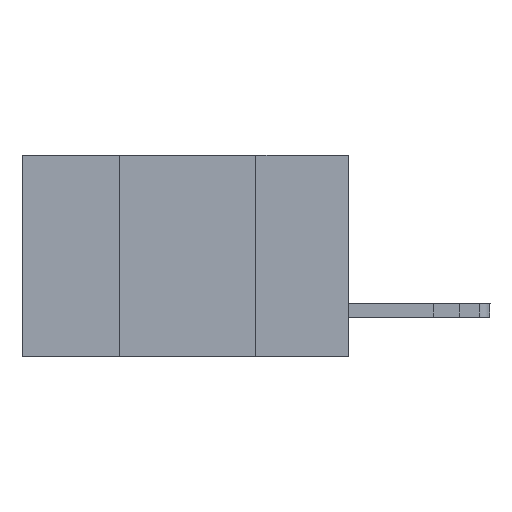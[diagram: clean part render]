
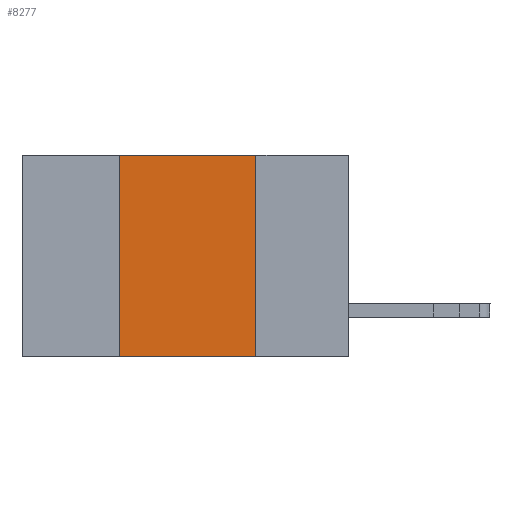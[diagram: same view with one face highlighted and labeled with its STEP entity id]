
A CAD part, left-side view. The second image highlights one B-rep face of the part: STEP entity #8277.
In plain terms, the highlighted planar face has unit normal (-1, 0, 0).
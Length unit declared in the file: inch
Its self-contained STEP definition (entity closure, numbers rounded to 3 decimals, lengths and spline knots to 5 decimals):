
#730 = PLANE ( 'NONE',  #12215 ) ;
#991 = VECTOR ( 'NONE', #15035, 39.37008 ) ;
#1372 = ORIENTED_EDGE ( 'NONE', *, *, #5950, .F. ) ;
#2080 = FACE_OUTER_BOUND ( 'NONE', #6628, .T. ) ;
#3690 = VECTOR ( 'NONE', #4183, 39.37008 ) ;
#3950 = DIRECTION ( 'NONE',  ( 0., -1., 0. ) ) ;
#4183 = DIRECTION ( 'NONE',  ( 0., 0., -1. ) ) ;
#4578 = ORIENTED_EDGE ( 'NONE', *, *, #11439, .F. ) ;
#4607 = VERTEX_POINT ( 'NONE', #4689 ) ;
#4689 = CARTESIAN_POINT ( 'NONE',  ( 0., 0.42, 0. ) ) ;
#4729 = VERTEX_POINT ( 'NONE', #15519 ) ;
#4909 = CARTESIAN_POINT ( 'NONE',  ( 0., 0.42, 0. ) ) ;
#5171 = LINE ( 'NONE', #15209, #991 ) ;
#5232 = ORIENTED_EDGE ( 'NONE', *, *, #15164, .T. ) ;
#5950 = EDGE_CURVE ( 'NONE', #4729, #12568, #8026, .T. ) ;
#6577 = CARTESIAN_POINT ( 'NONE',  ( 0., 0.17, -0.37 ) ) ;
#6628 = EDGE_LOOP ( 'NONE', ( #1372, #11273, #4578, #5232 ) ) ;
#7296 = VECTOR ( 'NONE', #7499, 39.37008 ) ;
#7499 = DIRECTION ( 'NONE',  ( 0., 0., 1. ) ) ;
#8026 = LINE ( 'NONE', #12794, #3690 ) ;
#8277 = ADVANCED_FACE ( 'NONE', ( #2080 ), #730, .F. ) ;
#9754 = CARTESIAN_POINT ( 'NONE',  ( 0., 0.6, 0. ) ) ;
#10167 = VERTEX_POINT ( 'NONE', #15000 ) ;
#11049 = EDGE_CURVE ( 'NONE', #4607, #4729, #15219, .T. ) ;
#11273 = ORIENTED_EDGE ( 'NONE', *, *, #11049, .F. ) ;
#11281 = VECTOR ( 'NONE', #3950, 39.37008 ) ;
#11439 = EDGE_CURVE ( 'NONE', #10167, #4607, #15002, .T. ) ;
#11454 = CARTESIAN_POINT ( 'NONE',  ( 0., 0.6, 0. ) ) ;
#12097 = DIRECTION ( 'NONE',  ( 0., 0., -1. ) ) ;
#12215 = AXIS2_PLACEMENT_3D ( 'NONE', #9754, #13435, #12097 ) ;
#12568 = VERTEX_POINT ( 'NONE', #6577 ) ;
#12794 = CARTESIAN_POINT ( 'NONE',  ( 0., 0.17, 0. ) ) ;
#13435 = DIRECTION ( 'NONE',  ( 1., 0., 0. ) ) ;
#15000 = CARTESIAN_POINT ( 'NONE',  ( 0., 0.42, -0.37 ) ) ;
#15002 = LINE ( 'NONE', #4909, #7296 ) ;
#15035 = DIRECTION ( 'NONE',  ( 0., -1., 0. ) ) ;
#15164 = EDGE_CURVE ( 'NONE', #10167, #12568, #5171, .T. ) ;
#15209 = CARTESIAN_POINT ( 'NONE',  ( 0., 0.6, -0.37 ) ) ;
#15219 = LINE ( 'NONE', #11454, #11281 ) ;
#15519 = CARTESIAN_POINT ( 'NONE',  ( 0., 0.17, 0. ) ) ;
